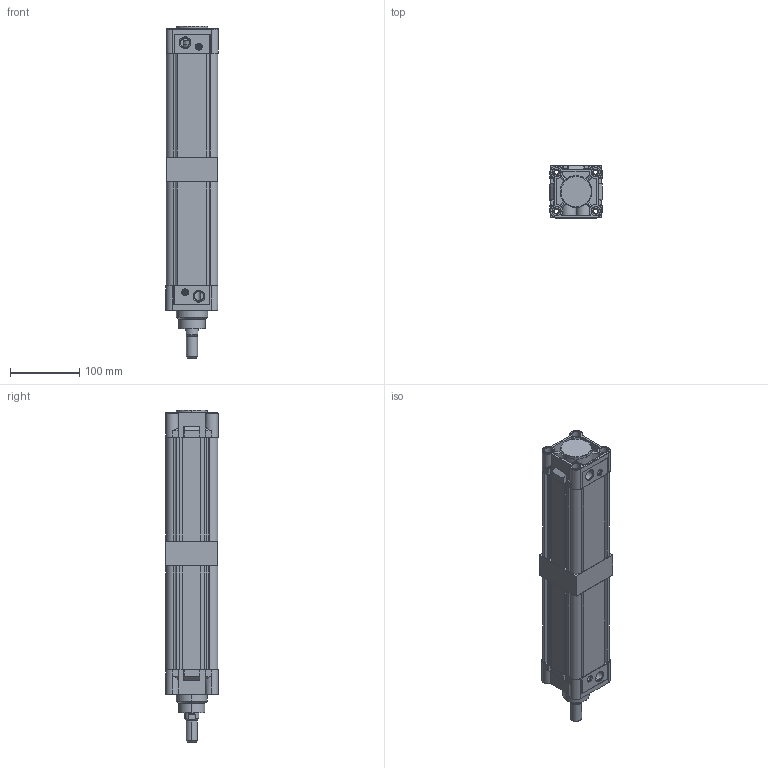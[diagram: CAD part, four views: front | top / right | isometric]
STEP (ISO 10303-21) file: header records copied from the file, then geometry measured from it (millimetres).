
FILE_DESCRIPTION (( 'STEP AP203' ), '1' );
FILE_NAME ('KDNC63x100TANDEM.STEP', '2017-12-27T12:46:39', ( 'USER' ), ( '' ), 'SwSTEP 2.0', 'SolidWorks 2017', '' );
FILE_SCHEMA (( 'CONFIG_CONTROL_DESIGN' ));
Length unit declared in the file: millimetre
Products named in the file (8): ORTA PÝSTON 63 TANDEM; ARKA KAPAK  63; Piston Mili 63x100; KDNC 63x100 BORU; 烰 KAPAK  63; SAPLAMALI M尳 STROK AYARLI 63x100; KDNC63x100TANDEM; 63
Assembly tree (9 placements, depth 2):
  KDNC63x100TANDEM
    63
    ORTA PÝSTON 63 TANDEM  x2
    ARKA KAPAK  63
    Piston Mili 63x100
    KDNC 63x100 BORU  x2
    烰 KAPAK  63
    SAPLAMALI M尳 STROK AYARLI 63x100
Bounding box: 76.05 x 75.83 x 479.95 mm (x, y, z)
Volume: 1303657.8 mm3; surface area: 428597.9 mm2
Topology: 10 solids, 10 shells, 1113 faces, 2861 edges, 1831 vertices
Faces by surface type: cylinder 493, plane 430, cone 104, bspline 58, sphere 14, torus 14
Entity records: 33584 total; most frequent: CARTESIAN_POINT 10681, ORIENTED_EDGE 4694, DIRECTION 4525, EDGE_CURVE 2347, AXIS2_PLACEMENT_3D 1719, VERTEX_POINT 1499, LINE 1087, VECTOR 1087
